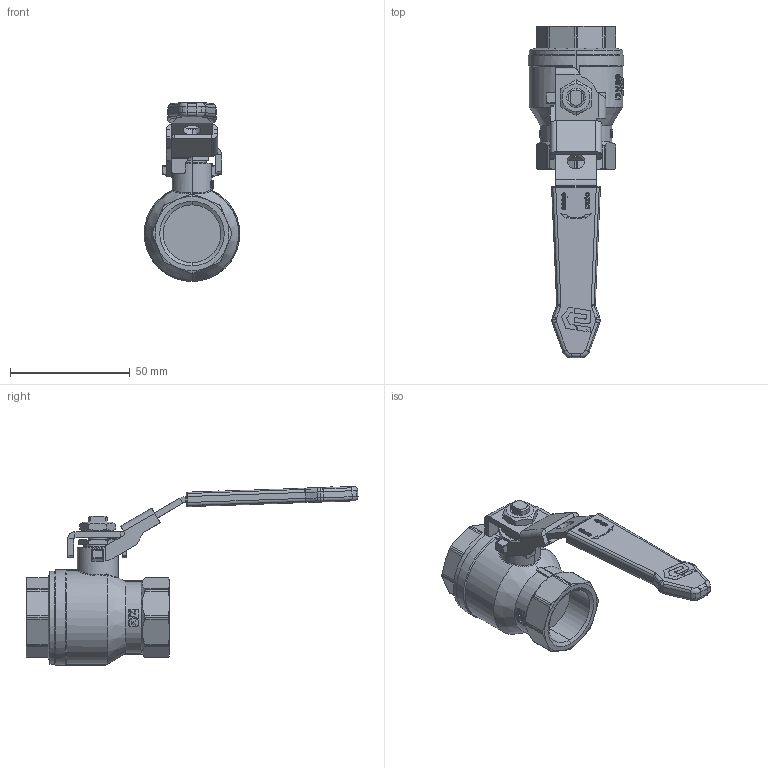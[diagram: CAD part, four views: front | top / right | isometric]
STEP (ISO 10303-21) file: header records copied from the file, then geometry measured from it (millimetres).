
FILE_DESCRIPTION(('HOOPS Exchange Step'),'2;1');
FILE_NAME('GK05_DN20.stp','2025-11-06T08:32:17+01:00',('nieru'),('Unknown organisation'),'HOOPS Exchange 2024.2','HOOPS Exchange','Unknown authorisation');
FILE_SCHEMA( ('AP203_CONFIGURATION_CONTROLLED_3D_DESIGN_OF_MECHANICAL_PARTS_AND_ASSEMBLIES_MIM_LF') );
Length unit declared in the file: millimetre
Products named in the file (2): 0; root
Assembly tree (1 placements, depth 2):
  root
    0
Bounding box: 40 x 138.91 x 74.87 mm (x, y, z)
Volume: 61908.5 mm3; surface area: 19762.3 mm2
Topology: 2 solids, 4 shells, 1035 faces, 2697 edges, 1731 vertices
Faces by surface type: plane 365, bspline 306, cylinder 262, cone 62, torus 24, sphere 16
Entity records: 39664 total; most frequent: CARTESIAN_POINT 16911, ORIENTED_EDGE 5394, DIRECTION 3464, EDGE_CURVE 2697, VERTEX_POINT 1731, AXIS2_PLACEMENT_3D 1267, EDGE_LOOP 1106, FACE_BOUND 1106
